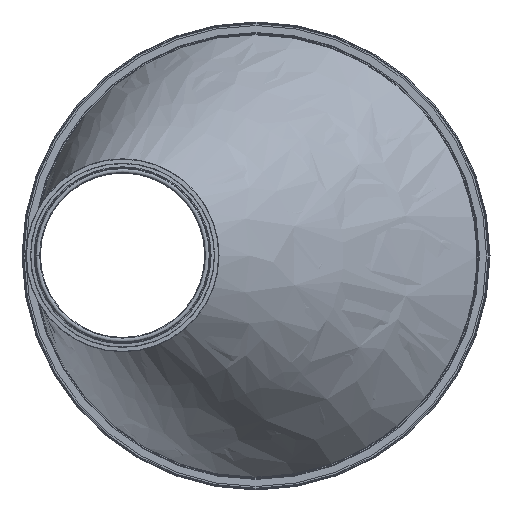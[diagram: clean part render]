
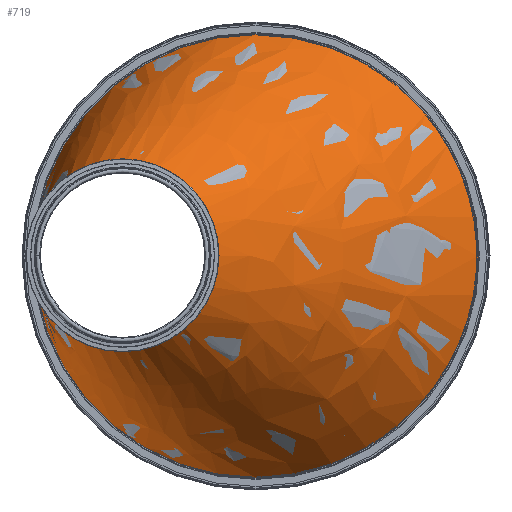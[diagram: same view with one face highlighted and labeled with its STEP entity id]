
A CAD part, top view. The second image highlights one B-rep face of the part: STEP entity #719.
In plain terms, the highlighted free-form (B-spline) face has degree [1, 2] with [2, 9] control points.
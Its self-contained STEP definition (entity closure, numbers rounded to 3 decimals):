
#151=CARTESIAN_POINT('',(50.025,0.0,0.0));
#152=VERTEX_POINT('',#151);
#153=CARTESIAN_POINT('',(-50.025,0.,0.0));
#154=VERTEX_POINT('',#153);
#327=CARTESIAN_POINT('',(0.0,0.0,0.0));
#328=DIRECTION('',(0.0,0.0,-1.0));
#329=DIRECTION('',(1.0,0.0,0.0));
#330=AXIS2_PLACEMENT_3D('',#327,#328,#329);
#331=CIRCLE('',#330,50.025);
#332=EDGE_CURVE('',#152,#154,#331,.T.);
#386=CARTESIAN_POINT('',(-50.025,0.0,-160.0));
#387=VERTEX_POINT('',#386);
#388=CARTESIAN_POINT('',(75.675,0.0,-160.0));
#389=DIRECTION('',(0.0,0.0,1.0));
#390=DIRECTION('',(1.0,0.0,0.0));
#391=AXIS2_PLACEMENT_3D('',#388,#389,#390);
#392=CIRCLE('',#391,125.7);
#393=EDGE_CURVE('',#387,#387,#392,.T.);
#680=CARTESIAN_POINT('',(-13.683,42.638,14.465));
#681=CARTESIAN_POINT('',(75.675,147.478,-210.033));
#682=CARTESIAN_POINT('',(-50.025,42.638,0.));
#683=CARTESIAN_POINT('',(-50.025,147.478,-260.066));
#684=CARTESIAN_POINT('',(-50.025,0.,0.));
#685=CARTESIAN_POINT('',(-50.025,0.,-260.066));
#686=CARTESIAN_POINT('',(-50.025,-42.638,0.));
#687=CARTESIAN_POINT('',(-50.025,-147.478,-260.066));
#688=CARTESIAN_POINT('',(-13.683,-42.638,14.465));
#689=CARTESIAN_POINT('',(75.675,-147.478,-210.033));
#690=CARTESIAN_POINT('',(22.658,-42.638,28.931));
#691=CARTESIAN_POINT('',(201.375,-147.478,-160.));
#692=CARTESIAN_POINT('',(22.658,0.,28.931));
#693=CARTESIAN_POINT('',(201.375,0.,-160.));
#694=CARTESIAN_POINT('',(22.658,42.638,28.931));
#695=CARTESIAN_POINT('',(201.375,147.478,-160.));
#696=CARTESIAN_POINT('',(-13.683,42.638,14.465));
#697=CARTESIAN_POINT('',(75.675,147.478,-210.033));
#705=(BOUNDED_SURFACE()B_SPLINE_SURFACE(1,2,((#680,#682,#684,#686,#688,#690,#692,#694,#696),(#681,#683,#685,#687,#689,#691,#693,#695,#697)),.UNSPECIFIED.,.F.,.T.,.U.)B_SPLINE_SURFACE_WITH_KNOTS((2,2),(3,2,2,2,3),(-1.671,0.398),(0.0,199.975,399.95,599.924,799.899),.UNSPECIFIED.)GEOMETRIC_REPRESENTATION_ITEM()RATIONAL_B_SPLINE_SURFACE(((1.0,0.707,1.0,0.707,1.0,0.707,1.0,0.707,1.0),(1.0,0.707,1.0,0.707,1.0,0.707,1.0,0.707,1.0)))REPRESENTATION_ITEM('')SURFACE());
#706=ORIENTED_EDGE('',*,*,#332,.T.);
#707=CARTESIAN_POINT('',(0.0,0.0,0.0));
#708=DIRECTION('',(0.0,0.0,-1.0));
#709=DIRECTION('',(1.0,0.0,0.0));
#710=AXIS2_PLACEMENT_3D('',#707,#708,#709);
#711=CIRCLE('',#710,50.025);
#712=EDGE_CURVE('',#154,#152,#711,.T.);
#713=ORIENTED_EDGE('',*,*,#712,.T.);
#714=EDGE_LOOP('',(#706,#713));
#715=FACE_OUTER_BOUND('',#714,.T.);
#716=ORIENTED_EDGE('',*,*,#393,.T.);
#717=EDGE_LOOP('',(#716));
#718=FACE_BOUND('',#717,.T.);
#719=ADVANCED_FACE('',(#715,#718),#705,.T.);
